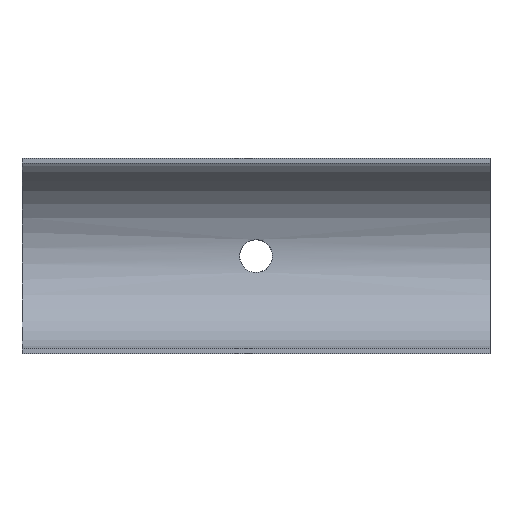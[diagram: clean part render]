
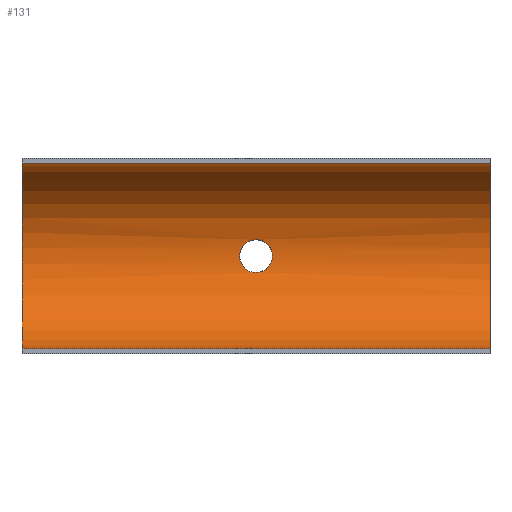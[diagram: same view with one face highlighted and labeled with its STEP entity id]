
A CAD part, top view. The second image highlights one B-rep face of the part: STEP entity #131.
In plain terms, the highlighted cylindrical face has radius 40 mm (diameter 80 mm), a partial arc.
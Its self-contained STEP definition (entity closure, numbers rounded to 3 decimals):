
#15=FACE_BOUND('',#35,.T.);
#17=CIRCLE('',#153,40.);
#18=CIRCLE('',#154,40.);
#27=FACE_OUTER_BOUND('',#34,.T.);
#34=EDGE_LOOP('',(#102,#103,#104,#105));
#35=EDGE_LOOP('',(#106,#107));
#45=LINE('',#281,#54);
#46=LINE('',#287,#55);
#54=VECTOR('',#171,10.);
#55=VECTOR('',#178,10.);
#59=B_SPLINE_CURVE_WITH_KNOTS('',3,(#198,#199,#200,#201,#202,#203,#204,
#205,#206,#207,#208,#209,#210,#211,#212,#213,#214,#215,#216,#217,#218,#219,
#220,#221,#222,#223),.UNSPECIFIED.,.F.,.F.,(4,2,2,2,2,2,2,2,2,2,2,2,4),
(0.,0.264,0.529,0.793,1.057,
1.321,1.586,1.85,2.114,2.378,
2.643,2.907,3.171),.UNSPECIFIED.);
#60=B_SPLINE_CURVE_WITH_KNOTS('',3,(#224,#225,#226,#227,#228,#229,#230,
#231,#232,#233),.UNSPECIFIED.,.F.,.F.,(4,2,2,2,4),(3.171,3.435,
3.7,3.964,4.228),.UNSPECIFIED.);
#63=VERTEX_POINT('',#196);
#64=VERTEX_POINT('',#197);
#68=VERTEX_POINT('',#275);
#70=VERTEX_POINT('',#279);
#71=VERTEX_POINT('',#283);
#72=VERTEX_POINT('',#285);
#75=EDGE_CURVE('',#63,#64,#59,.T.);
#76=EDGE_CURVE('',#64,#63,#60,.T.);
#83=EDGE_CURVE('',#68,#70,#45,.T.);
#84=EDGE_CURVE('',#68,#71,#17,.T.);
#85=EDGE_CURVE('',#72,#70,#18,.T.);
#86=EDGE_CURVE('',#71,#72,#46,.T.);
#102=ORIENTED_EDGE('',*,*,#84,.F.);
#103=ORIENTED_EDGE('',*,*,#83,.T.);
#104=ORIENTED_EDGE('',*,*,#85,.F.);
#105=ORIENTED_EDGE('',*,*,#86,.F.);
#106=ORIENTED_EDGE('',*,*,#75,.T.);
#107=ORIENTED_EDGE('',*,*,#76,.T.);
#127=CYLINDRICAL_SURFACE('',#152,40.);
#131=ADVANCED_FACE('',(#27,#15),#127,.F.);
#152=AXIS2_PLACEMENT_3D('',#282,#172,#173);
#153=AXIS2_PLACEMENT_3D('',#284,#174,#175);
#154=AXIS2_PLACEMENT_3D('',#286,#176,#177);
#171=DIRECTION('',(1.,0.,0.));
#172=DIRECTION('center_axis',(1.,0.,0.));
#173=DIRECTION('ref_axis',(0.,0.,-1.));
#174=DIRECTION('center_axis',(1.,0.,0.));
#175=DIRECTION('ref_axis',(0.,0.,-1.));
#176=DIRECTION('center_axis',(-1.,0.,0.));
#177=DIRECTION('ref_axis',(0.,0.,-1.));
#178=DIRECTION('',(1.,0.,0.));
#196=CARTESIAN_POINT('',(100.,7.,-39.383));
#197=CARTESIAN_POINT('',(93.,0.,-40.));
#198=CARTESIAN_POINT('Ctrl Pts',(100.,7.,-39.383));
#199=CARTESIAN_POINT('Ctrl Pts',(100.881,7.,-39.383));
#200=CARTESIAN_POINT('Ctrl Pts',(101.819,6.824,-39.415));
#201=CARTESIAN_POINT('Ctrl Pts',(103.543,6.109,-39.532));
#202=CARTESIAN_POINT('Ctrl Pts',(104.329,5.57,-39.615));
#203=CARTESIAN_POINT('Ctrl Pts',(105.57,4.329,-39.77));
#204=CARTESIAN_POINT('Ctrl Pts',(106.109,3.543,-39.852));
#205=CARTESIAN_POINT('Ctrl Pts',(106.824,1.819,-39.968));
#206=CARTESIAN_POINT('Ctrl Pts',(107.,0.881,-40.));
#207=CARTESIAN_POINT('Ctrl Pts',(107.,-0.881,-40.));
#208=CARTESIAN_POINT('Ctrl Pts',(106.824,-1.819,-39.968));
#209=CARTESIAN_POINT('Ctrl Pts',(106.109,-3.543,-39.852));
#210=CARTESIAN_POINT('Ctrl Pts',(105.57,-4.329,-39.77));
#211=CARTESIAN_POINT('Ctrl Pts',(104.329,-5.57,-39.615));
#212=CARTESIAN_POINT('Ctrl Pts',(103.543,-6.109,-39.532));
#213=CARTESIAN_POINT('Ctrl Pts',(101.819,-6.824,-39.415));
#214=CARTESIAN_POINT('Ctrl Pts',(100.881,-7.,-39.383));
#215=CARTESIAN_POINT('Ctrl Pts',(99.119,-7.,-39.383));
#216=CARTESIAN_POINT('Ctrl Pts',(98.181,-6.824,-39.415));
#217=CARTESIAN_POINT('Ctrl Pts',(96.457,-6.109,-39.532));
#218=CARTESIAN_POINT('Ctrl Pts',(95.671,-5.57,-39.615));
#219=CARTESIAN_POINT('Ctrl Pts',(94.43,-4.329,-39.77));
#220=CARTESIAN_POINT('Ctrl Pts',(93.891,-3.543,-39.852));
#221=CARTESIAN_POINT('Ctrl Pts',(93.176,-1.819,-39.968));
#222=CARTESIAN_POINT('Ctrl Pts',(93.,-0.881,-40.));
#223=CARTESIAN_POINT('Ctrl Pts',(93.,0.,-40.));
#224=CARTESIAN_POINT('Ctrl Pts',(93.,0.,-40.));
#225=CARTESIAN_POINT('Ctrl Pts',(93.,0.881,-40.));
#226=CARTESIAN_POINT('Ctrl Pts',(93.176,1.819,-39.968));
#227=CARTESIAN_POINT('Ctrl Pts',(93.891,3.543,-39.852));
#228=CARTESIAN_POINT('Ctrl Pts',(94.43,4.329,-39.77));
#229=CARTESIAN_POINT('Ctrl Pts',(95.671,5.57,-39.615));
#230=CARTESIAN_POINT('Ctrl Pts',(96.457,6.109,-39.532));
#231=CARTESIAN_POINT('Ctrl Pts',(98.181,6.824,-39.415));
#232=CARTESIAN_POINT('Ctrl Pts',(99.119,7.,-39.383));
#233=CARTESIAN_POINT('Ctrl Pts',(100.,7.,-39.383));
#275=CARTESIAN_POINT('',(0.,-39.685,-5.007));
#279=CARTESIAN_POINT('',(200.,-39.685,-5.007));
#281=CARTESIAN_POINT('',(0.,-39.685,-5.007));
#282=CARTESIAN_POINT('Origin',(0.,0.,0.));
#283=CARTESIAN_POINT('',(0.,39.686,-5.));
#284=CARTESIAN_POINT('Origin',(0.,0.,0.));
#285=CARTESIAN_POINT('',(200.,39.686,-5.));
#286=CARTESIAN_POINT('Origin',(200.,0.,0.));
#287=CARTESIAN_POINT('',(0.,39.686,-5.));
